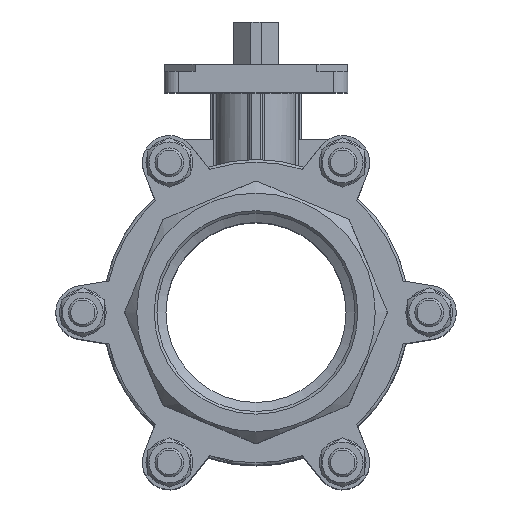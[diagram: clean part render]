
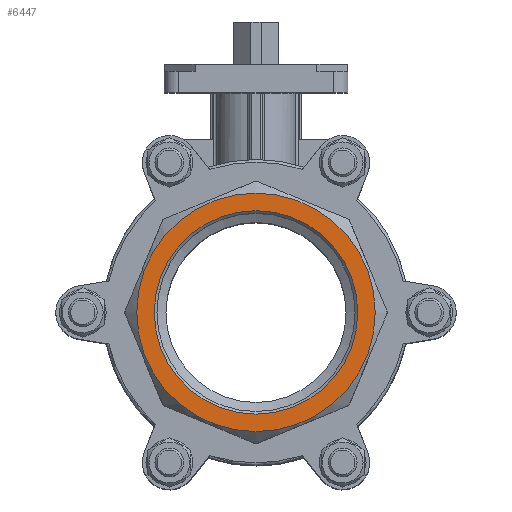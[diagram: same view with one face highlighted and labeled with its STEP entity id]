
A CAD part, top view. The second image highlights one B-rep face of the part: STEP entity #6447.
In plain terms, the highlighted planar face has unit normal (0, 0, 1).
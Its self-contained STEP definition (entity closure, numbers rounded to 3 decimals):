
#287=CIRCLE('',#7056,66.25);
#288=CIRCLE('',#7057,56.515);
#1678=ORIENTED_EDGE('',*,*,#3111,.F.);
#1679=ORIENTED_EDGE('',*,*,#3112,.T.);
#3111=EDGE_CURVE('',#3856,#3856,#287,.T.);
#3112=EDGE_CURVE('',#3857,#3857,#288,.T.);
#3856=VERTEX_POINT('',#10692);
#3857=VERTEX_POINT('',#10694);
#5128=EDGE_LOOP('',(#1678));
#5129=EDGE_LOOP('',(#1679));
#5709=FACE_BOUND('',#5128,.T.);
#5710=FACE_BOUND('',#5129,.T.);
#6130=PLANE('',#7055);
#6447=ADVANCED_FACE('',(#5709,#5710),#6130,.F.);
#7055=AXIS2_PLACEMENT_3D('',#10690,#8409,#8410);
#7056=AXIS2_PLACEMENT_3D('',#10691,#8411,#8412);
#7057=AXIS2_PLACEMENT_3D('',#10693,#8413,#8414);
#8409=DIRECTION('',(0.,0.,-1.));
#8410=DIRECTION('',(-1.,0.,0.));
#8411=DIRECTION('',(0.,0.,-1.));
#8412=DIRECTION('',(-1.,0.,0.));
#8413=DIRECTION('',(0.,0.,-1.));
#8414=DIRECTION('',(-1.,0.,0.));
#10690=CARTESIAN_POINT('',(0.,0.,120.));
#10691=CARTESIAN_POINT('',(0.,0.,120.));
#10692=CARTESIAN_POINT('',(-66.25,0.,120.));
#10693=CARTESIAN_POINT('',(0.,0.,120.));
#10694=CARTESIAN_POINT('',(-56.515,0.,120.));
